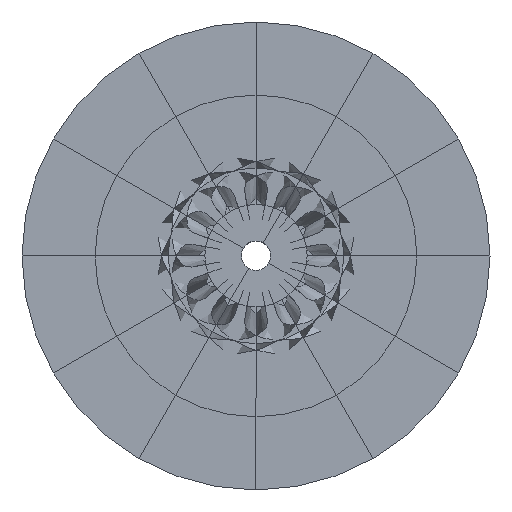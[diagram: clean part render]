
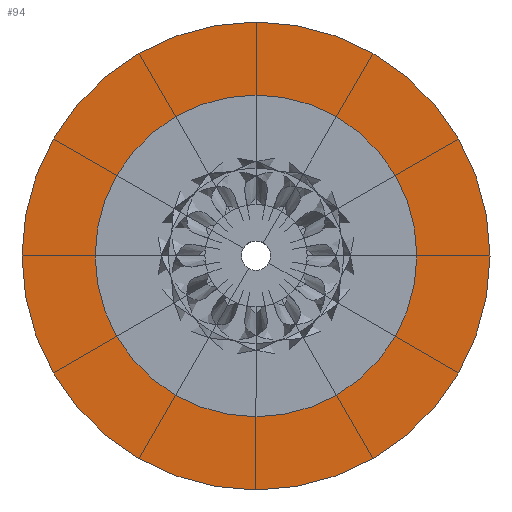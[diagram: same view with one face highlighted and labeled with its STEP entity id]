
A CAD part, top view. The second image highlights one B-rep face of the part: STEP entity #94.
In plain terms, the highlighted planar face has unit normal (0, 0, 1).
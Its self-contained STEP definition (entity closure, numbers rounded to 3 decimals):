
#53=CARTESIAN_POINT('Axis2P3D Location',(0.,0.,0.)) ;
#58=CARTESIAN_POINT('Axis2P3D Location',(0.,0.,0.)) ;
#62=CARTESIAN_POINT('Vertex',(320.,0.,0.)) ;
#64=CARTESIAN_POINT('Vertex',(-320.,0.,0.)) ;
#67=CARTESIAN_POINT('Axis2P3D Location',(0.,0.,0.)) ;
#76=CARTESIAN_POINT('Axis2P3D Location',(0.,0.,0.)) ;
#80=CARTESIAN_POINT('Vertex',(20.,0.,0.)) ;
#82=CARTESIAN_POINT('Vertex',(-20.,0.,0.)) ;
#85=CARTESIAN_POINT('Axis2P3D Location',(0.,0.,0.)) ;
#54=DIRECTION('Axis2P3D Direction',(0.,0.,-1.)) ;
#55=DIRECTION('Axis2P3D XDirection',(0.,1.,0.)) ;
#59=DIRECTION('Axis2P3D Direction',(0.,0.,-1.)) ;
#68=DIRECTION('Axis2P3D Direction',(0.,0.,-1.)) ;
#77=DIRECTION('Axis2P3D Direction',(0.,0.,-1.)) ;
#86=DIRECTION('Axis2P3D Direction',(0.,0.,-1.)) ;
#56=AXIS2_PLACEMENT_3D('Plane Axis2P3D',#53,#54,#55) ;
#60=AXIS2_PLACEMENT_3D('Circle Axis2P3D',#58,#59,$) ;
#69=AXIS2_PLACEMENT_3D('Circle Axis2P3D',#67,#68,$) ;
#78=AXIS2_PLACEMENT_3D('Circle Axis2P3D',#76,#77,$) ;
#87=AXIS2_PLACEMENT_3D('Circle Axis2P3D',#85,#86,$) ;
#73=ORIENTED_EDGE('',*,*,#66,.T.) ;
#74=ORIENTED_EDGE('',*,*,#71,.T.) ;
#91=ORIENTED_EDGE('',*,*,#84,.T.) ;
#92=ORIENTED_EDGE('',*,*,#89,.T.) ;
#93=FACE_BOUND('',#90,.T.) ;
#94=ADVANCED_FACE('BASE',(#75,#93),#57,.F.) ;
#61=CIRCLE('generated circle',#60,320.) ;
#70=CIRCLE('generated circle',#69,320.) ;
#79=CIRCLE('generated circle',#78,20.) ;
#88=CIRCLE('generated circle',#87,20.) ;
#66=EDGE_CURVE('',#63,#65,#61,.F.) ;
#71=EDGE_CURVE('',#65,#63,#70,.F.) ;
#84=EDGE_CURVE('',#81,#83,#79,.T.) ;
#89=EDGE_CURVE('',#83,#81,#88,.T.) ;
#72=EDGE_LOOP('',(#73,#74)) ;
#90=EDGE_LOOP('',(#91,#92)) ;
#75=FACE_OUTER_BOUND('',#72,.T.) ;
#57=PLANE('',#56) ;
#63=VERTEX_POINT('',#62) ;
#65=VERTEX_POINT('',#64) ;
#81=VERTEX_POINT('',#80) ;
#83=VERTEX_POINT('',#82) ;
